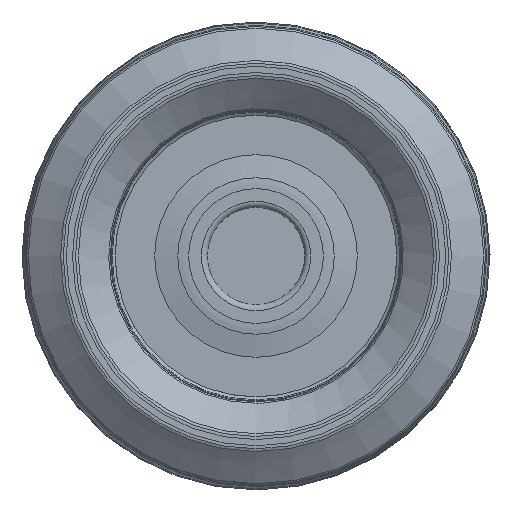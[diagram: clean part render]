
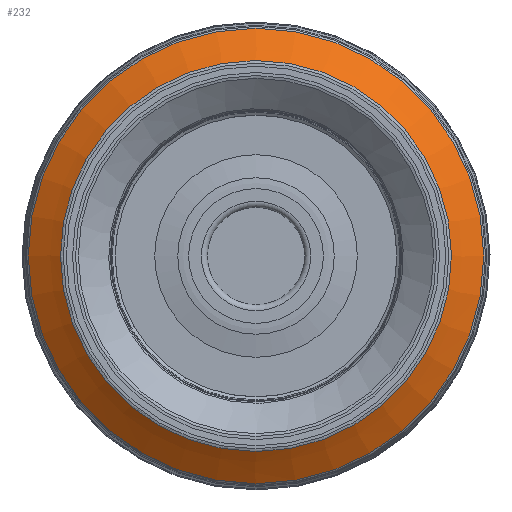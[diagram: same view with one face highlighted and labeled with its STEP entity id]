
A CAD part, left-side view. The second image highlights one B-rep face of the part: STEP entity #232.
In plain terms, the highlighted face is a revolution surface.
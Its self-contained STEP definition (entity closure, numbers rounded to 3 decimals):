
#232=ADVANCED_FACE('',(#405,#406),#301,.F.);
#301=SURFACE_OF_REVOLUTION('',#345,#323);
#323=AXIS1_PLACEMENT('',#1526,#1215);
#345=B_SPLINE_CURVE_WITH_KNOTS('',3,(#1521,#1522,#1523,#1524,#1525),
 .UNSPECIFIED.,.F.,.F.,(4,1,4),(0.,0.5,1.),.UNSPECIFIED.);
#405=FACE_BOUND('',#495,.T.);
#406=FACE_BOUND('',#496,.T.);
#495=EDGE_LOOP('',(#609));
#496=EDGE_LOOP('',(#610));
#609=ORIENTED_EDGE('',*,*,#911,.T.);
#610=ORIENTED_EDGE('',*,*,#912,.F.);
#822=VERTEX_POINT('',#1512);
#823=VERTEX_POINT('',#1520);
#911=EDGE_CURVE('',#822,#822,#1022,.T.);
#912=EDGE_CURVE('',#823,#823,#1023,.T.);
#1022=CIRCLE('',#1082,32.192);
#1023=CIRCLE('',#1083,37.503);
#1082=AXIS2_PLACEMENT_3D('',#1511,#1210,#1211);
#1083=AXIS2_PLACEMENT_3D('',#1519,#1213,#1214);
#1210=DIRECTION('',(1.,0.,0.));
#1211=DIRECTION('',(0.,0.,-1.));
#1213=DIRECTION('',(1.,0.,0.));
#1214=DIRECTION('',(0.,0.,-1.));
#1215=DIRECTION('',(1.,0.,0.));
#1511=CARTESIAN_POINT('',(0.158,0.,0.));
#1512=CARTESIAN_POINT('',(0.158,0.,-32.192));
#1519=CARTESIAN_POINT('',(3.888,0.,0.));
#1520=CARTESIAN_POINT('',(3.888,0.,-37.503));
#1521=CARTESIAN_POINT('',(3.888,-37.104,5.459));
#1522=CARTESIAN_POINT('',(3.302,-36.232,5.174));
#1523=CARTESIAN_POINT('',(2.079,-34.458,4.798));
#1524=CARTESIAN_POINT('',(0.801,-32.683,4.822));
#1525=CARTESIAN_POINT('',(0.158,-31.812,4.935));
#1526=CARTESIAN_POINT('',(0.,0.,0.));
